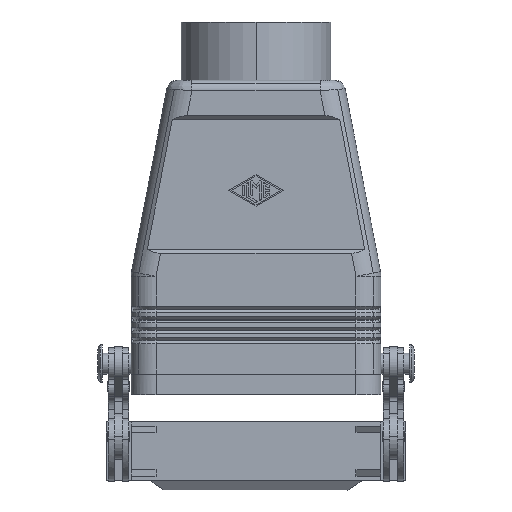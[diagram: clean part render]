
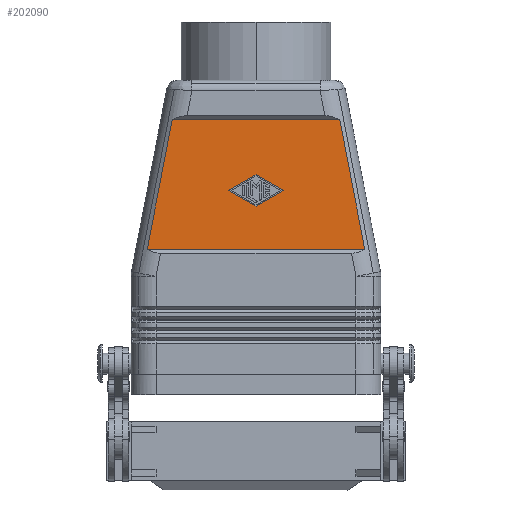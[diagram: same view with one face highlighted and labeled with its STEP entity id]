
A CAD part, front view. The second image highlights one B-rep face of the part: STEP entity #202090.
In plain terms, the highlighted planar face has unit normal (0, -1, 0).
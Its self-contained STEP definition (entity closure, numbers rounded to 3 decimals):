
#9410=CARTESIAN_POINT('',(26.106,-20.5,35.));
#9420=VERTEX_POINT('',#9410);
#9450=CARTESIAN_POINT('',(20.106,-20.5,66.));
#9460=DIRECTION('',(0.19,0.,-0.982));
#9470=VECTOR('',#9460,31.575);
#9480=LINE('',#9450,#9470);
#9490=CARTESIAN_POINT('',(20.106,-20.5,66.));
#9500=VERTEX_POINT('',#9490);
#9510=EDGE_CURVE('',#9500,#9420,#9480,.T.);
#11990=CARTESIAN_POINT('',(-20.106,-20.5,66.));
#12000=VERTEX_POINT('',#11990);
#12030=CARTESIAN_POINT('',(-26.106,-20.5,35.));
#12040=DIRECTION('',(0.19,0.,0.982));
#12050=VECTOR('',#12040,31.575);
#12060=LINE('',#12030,#12050);
#12070=CARTESIAN_POINT('',(-26.106,-20.5,35.));
#12080=VERTEX_POINT('',#12070);
#12090=EDGE_CURVE('',#12080,#12000,#12060,.T.);
#191620=CARTESIAN_POINT('',(6.5,-20.5,49.075));
#191630=VERTEX_POINT('',#191620);
#191800=CARTESIAN_POINT('',(0.,-20.5,52.824));
#191810=VERTEX_POINT('',#191800);
#191840=CARTESIAN_POINT('',(0.,-20.5,52.824));
#191850=DIRECTION('',(0.866,0.,-0.5));
#191860=VECTOR('',#191850,7.504);
#191870=LINE('',#191840,#191860);
#191880=EDGE_CURVE('',#191810,#191630,#191870,.T.);
#192090=CARTESIAN_POINT('',(0.,-20.5,45.326));
#192100=VERTEX_POINT('',#192090);
#192220=CARTESIAN_POINT('',(6.5,-20.5,49.075));
#192230=DIRECTION('',(-0.866,0.,-0.5));
#192240=VECTOR('',#192230,7.504);
#192250=LINE('',#192220,#192240);
#192260=EDGE_CURVE('',#191630,#192100,#192250,.T.);
#193140=CARTESIAN_POINT('',(-6.5,-20.5,49.075));
#193150=VERTEX_POINT('',#193140);
#193270=CARTESIAN_POINT('',(0.,-20.5,45.326));
#193280=DIRECTION('',(-0.866,0.,0.5));
#193290=VECTOR('',#193280,7.504);
#193300=LINE('',#193270,#193290);
#193310=EDGE_CURVE('',#192100,#193150,#193300,.T.);
#193560=CARTESIAN_POINT('',(-6.5,-20.5,49.075));
#193570=DIRECTION('',(0.866,0.,0.5));
#193580=VECTOR('',#193570,7.504);
#193590=LINE('',#193560,#193580);
#193600=EDGE_CURVE('',#193150,#191810,#193590,.T.);
#201820=CARTESIAN_POINT('',(0.,-20.5,66.));
#201830=DIRECTION('',(0.,1.,0.));
#201840=DIRECTION('',(0.,0.,1.));
#201850=AXIS2_PLACEMENT_3D('',#201820,#201830,#201840);
#201860=PLANE('',#201850);
#201870=CARTESIAN_POINT('',(-26.106,-20.5,35.));
#201880=DIRECTION('',(1.,0.,0.));
#201890=VECTOR('',#201880,52.211);
#201900=LINE('',#201870,#201890);
#201910=EDGE_CURVE('',#12080,#9420,#201900,.T.);
#201920=ORIENTED_EDGE('',*,*,#201910,.T.);
#201930=ORIENTED_EDGE('',*,*,#12090,.F.);
#201940=CARTESIAN_POINT('',(-20.106,-20.5,66.));
#201950=DIRECTION('',(1.,0.,0.));
#201960=VECTOR('',#201950,40.211);
#201970=LINE('',#201940,#201960);
#201980=EDGE_CURVE('',#12000,#9500,#201970,.T.);
#201990=ORIENTED_EDGE('',*,*,#201980,.F.);
#202000=ORIENTED_EDGE('',*,*,#9510,.F.);
#202010=EDGE_LOOP('',(#202000,#201990,#201930,#201920));
#202020=FACE_OUTER_BOUND('',#202010,.T.);
#202030=ORIENTED_EDGE('',*,*,#192260,.T.);
#202040=ORIENTED_EDGE('',*,*,#191880,.T.);
#202050=ORIENTED_EDGE('',*,*,#193600,.T.);
#202060=ORIENTED_EDGE('',*,*,#193310,.T.);
#202070=EDGE_LOOP('',(#202060,#202050,#202040,#202030));
#202080=FACE_BOUND('',#202070,.T.);
#202090=ADVANCED_FACE('',(#202020,#202080),#201860,.F.);
